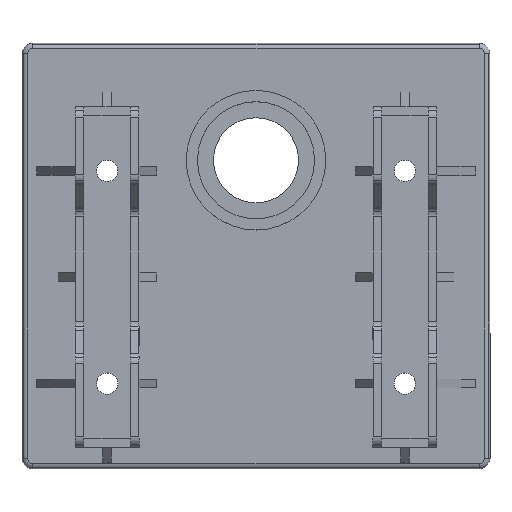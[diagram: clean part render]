
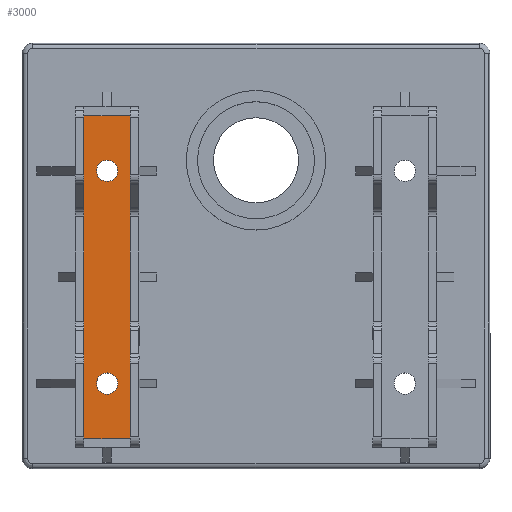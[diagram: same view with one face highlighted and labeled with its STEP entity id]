
A CAD part, top view. The second image highlights one B-rep face of the part: STEP entity #3000.
In plain terms, the highlighted planar face has unit normal (0, 0, 1).
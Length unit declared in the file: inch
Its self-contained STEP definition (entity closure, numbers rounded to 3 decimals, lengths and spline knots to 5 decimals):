
#1755=CARTESIAN_POINT('',(-1.625,1.,0.125));
#1756=VERTEX_POINT('',#1755);
#1772=CARTESIAN_POINT('',(-1.875,1.,0.125));
#1773=VERTEX_POINT('',#1772);
#1780=CARTESIAN_POINT('',(-1.75,1.,0.125));
#1781=DIRECTION('',(0.0,0.0,-1.0));
#1782=DIRECTION('',(1.0,0.0,0.0));
#1783=AXIS2_PLACEMENT_3D('',#1780,#1781,#1782);
#1784=CIRCLE('',#1783,0.125);
#1785=EDGE_CURVE('',#1756,#1773,#1784,.T.);
#1860=CARTESIAN_POINT('',(-1.625,-1.5,0.125));
#1861=VERTEX_POINT('',#1860);
#1877=CARTESIAN_POINT('',(-1.875,-1.5,0.125));
#1878=VERTEX_POINT('',#1877);
#1885=CARTESIAN_POINT('',(-1.75,-1.5,0.125));
#1886=DIRECTION('',(0.0,0.0,-1.0));
#1887=DIRECTION('',(1.0,0.0,0.0));
#1888=AXIS2_PLACEMENT_3D('',#1885,#1886,#1887);
#1889=CIRCLE('',#1888,0.125);
#1890=EDGE_CURVE('',#1861,#1878,#1889,.T.);
#2226=CARTESIAN_POINT('',(-2.025,1.65,0.125));
#2227=VERTEX_POINT('',#2226);
#2228=CARTESIAN_POINT('',(-2.025,-2.15,0.125));
#2229=VERTEX_POINT('',#2228);
#2230=CARTESIAN_POINT('',(-2.025,1.65,0.125));
#2231=DIRECTION('',(0.0,-1.0,0.0));
#2232=VECTOR('',#2231,3.8);
#2233=LINE('',#2230,#2232);
#2234=EDGE_CURVE('',#2227,#2229,#2233,.T.);
#2938=CARTESIAN_POINT('',(-1.75,-1.5,0.125));
#2939=DIRECTION('',(0.0,0.0,-1.0));
#2940=DIRECTION('',(1.0,0.0,0.0));
#2941=AXIS2_PLACEMENT_3D('',#2938,#2939,#2940);
#2942=CIRCLE('',#2941,0.125);
#2943=EDGE_CURVE('',#1878,#1861,#2942,.T.);
#2956=CARTESIAN_POINT('',(0.,0.,0.125));
#2957=DIRECTION('',(0.0,0.0,1.0));
#2958=DIRECTION('',(1.0,0.0,0.0));
#2959=AXIS2_PLACEMENT_3D('',#2956,#2957,#2958);
#2960=PLANE('',#2959);
#2961=CARTESIAN_POINT('',(-1.475,-2.15,0.125));
#2962=VERTEX_POINT('',#2961);
#2963=CARTESIAN_POINT('',(-1.475,1.65,0.125));
#2964=VERTEX_POINT('',#2963);
#2965=CARTESIAN_POINT('',(-1.475,-2.15,0.125));
#2966=DIRECTION('',(0.0,1.0,0.0));
#2967=VECTOR('',#2966,3.8);
#2968=LINE('',#2965,#2967);
#2969=EDGE_CURVE('',#2962,#2964,#2968,.T.);
#2970=ORIENTED_EDGE('',*,*,#2969,.T.);
#2971=CARTESIAN_POINT('',(-1.475,1.65,0.125));
#2972=DIRECTION('',(-1.0,0.0,0.0));
#2973=VECTOR('',#2972,0.55);
#2974=LINE('',#2971,#2973);
#2975=EDGE_CURVE('',#2964,#2227,#2974,.T.);
#2976=ORIENTED_EDGE('',*,*,#2975,.T.);
#2977=ORIENTED_EDGE('',*,*,#2234,.T.);
#2978=CARTESIAN_POINT('',(-2.025,-2.15,0.125));
#2979=DIRECTION('',(1.0,0.0,0.0));
#2980=VECTOR('',#2979,0.55);
#2981=LINE('',#2978,#2980);
#2982=EDGE_CURVE('',#2229,#2962,#2981,.T.);
#2983=ORIENTED_EDGE('',*,*,#2982,.T.);
#2984=EDGE_LOOP('',(#2970,#2976,#2977,#2983));
#2985=FACE_OUTER_BOUND('',#2984,.T.);
#2986=ORIENTED_EDGE('',*,*,#1785,.T.);
#2987=CARTESIAN_POINT('',(-1.75,1.,0.125));
#2988=DIRECTION('',(0.0,0.0,-1.0));
#2989=DIRECTION('',(1.0,0.0,0.0));
#2990=AXIS2_PLACEMENT_3D('',#2987,#2988,#2989);
#2991=CIRCLE('',#2990,0.125);
#2992=EDGE_CURVE('',#1773,#1756,#2991,.T.);
#2993=ORIENTED_EDGE('',*,*,#2992,.T.);
#2994=EDGE_LOOP('',(#2986,#2993));
#2995=FACE_BOUND('',#2994,.T.);
#2996=ORIENTED_EDGE('',*,*,#1890,.T.);
#2997=ORIENTED_EDGE('',*,*,#2943,.T.);
#2998=EDGE_LOOP('',(#2996,#2997));
#2999=FACE_BOUND('',#2998,.T.);
#3000=ADVANCED_FACE('',(#2985,#2995,#2999),#2960,.T.);
